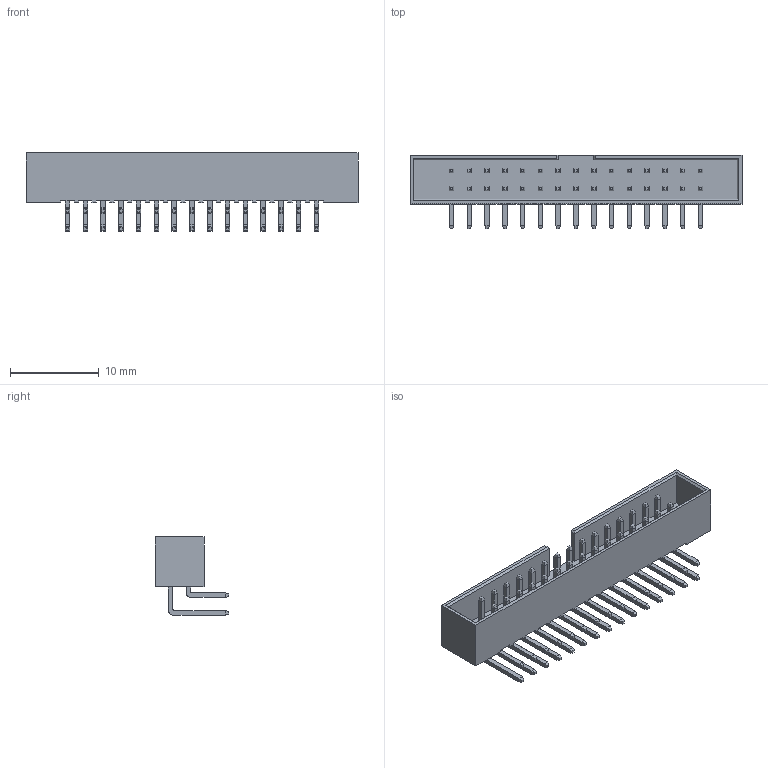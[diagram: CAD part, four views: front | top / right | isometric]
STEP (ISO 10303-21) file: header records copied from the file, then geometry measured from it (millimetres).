
FILE_DESCRIPTION (( 'STEP AP214' ), '1' );
FILE_NAME ('FBH20002-D30B1004K6K-REF.STEP', '2025-10-10T06:50:11', ( '' ), ( '' ), 'SwSTEP 2.0', 'SolidWorks 2021', '' );
FILE_SCHEMA (( 'AUTOMOTIVE_DESIGN' ));
Length unit declared in the file: millimetre
Products named in the file (1): FBH20002-D30B1004K6K-REF
Bounding box: 37.34 x 8.3 x 8.8 mm (x, y, z)
Volume: 559.3 mm3; surface area: 1856.4 mm2
Topology: 1 solids, 1 shells, 741 faces, 1791 edges, 1112 vertices
Faces by surface type: plane 681, cylinder 60
Entity records: 20971 total; most frequent: CARTESIAN_POINT 3645, ORIENTED_EDGE 3582, DIRECTION 3395, EDGE_CURVE 1791, LINE 1671, VECTOR 1671, VERTEX_POINT 1112, AXIS2_PLACEMENT_3D 862
